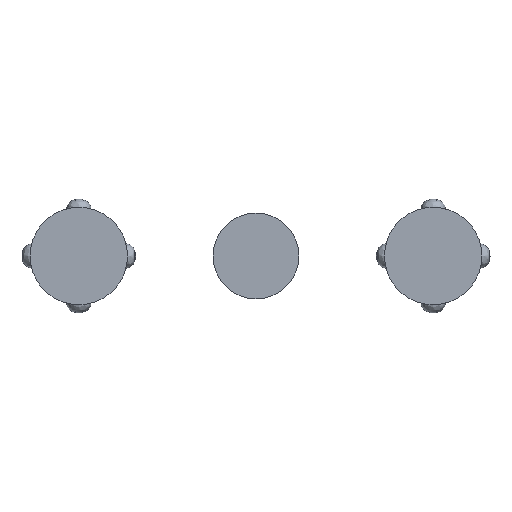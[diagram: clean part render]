
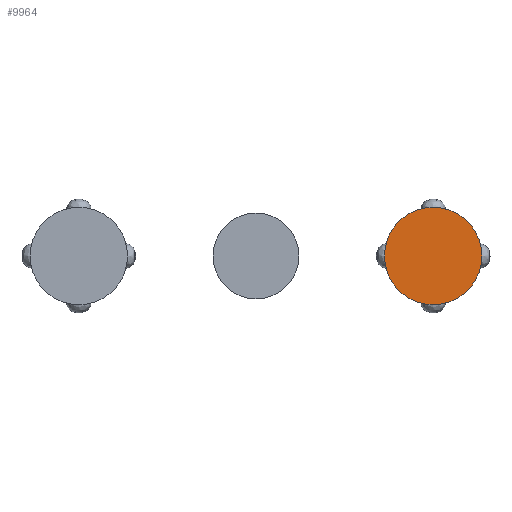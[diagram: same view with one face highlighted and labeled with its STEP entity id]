
A CAD part, front view. The second image highlights one B-rep face of the part: STEP entity #9964.
In plain terms, the highlighted planar face has unit normal (0, -1, 0).
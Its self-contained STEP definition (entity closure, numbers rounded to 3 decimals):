
#2846=CARTESIAN_POINT('',(100.,50.802,0.));
#2847=DIRECTION('',(0.,-1.,0.));
#2848=DIRECTION('',(1.,0.,0.));
#2849=AXIS2_PLACEMENT_3D('',#2846,#2847,#2848);
#2859=CARTESIAN_POINT('',(100.,50.802,0.));
#2860=DIRECTION('',(0.,1.,0.));
#2861=DIRECTION('',(1.,0.,0.));
#2862=AXIS2_PLACEMENT_3D('',#2859,#2860,#2861);
#6937=CARTESIAN_POINT('',(127.5,50.802,0.));
#6939=VERTEX_POINT('',#6937);
#6941=CARTESIAN_POINT('',(72.5,50.802,0.));
#6943=VERTEX_POINT('',#6941);
#9955=CARTESIAN_POINT('',(100.,50.802,0.));
#9956=DIRECTION('',(0.,-1.,0.));
#9957=DIRECTION('',(-1.,0.,0.));
#9958=AXIS2_PLACEMENT_3D('',#9955,#9956,#9957);
#9959=PLANE('',#9958);
#9960=ORIENTED_EDGE('',*,*,#9920,.F.);
#9961=ORIENTED_EDGE('',*,*,#9943,.T.);
#9962=EDGE_LOOP('',(#9960,#9961));
#9963=FACE_OUTER_BOUND('',#9962,.F.);
#9964=ADVANCED_FACE('',(#9963),#9959,.T.);
#2850=CIRCLE('',#2849,27.5);
#2863=CIRCLE('',#2862,27.5);
#9920=EDGE_CURVE('',#6939,#6943,#2850,.T.);
#9943=EDGE_CURVE('',#6939,#6943,#2863,.T.);
